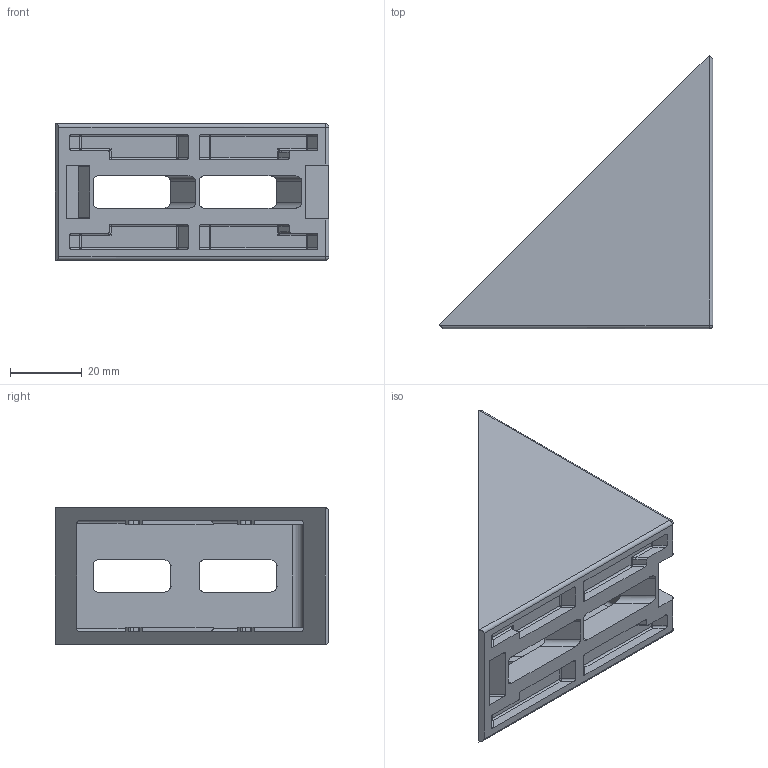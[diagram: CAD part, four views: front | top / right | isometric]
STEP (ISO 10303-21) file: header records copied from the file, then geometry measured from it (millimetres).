
FILE_DESCRIPTION (( 'STEP AP214' ), '1' );
FILE_NAME ('093w802r.STEP', '2014-08-20T13:36:37', ( '' ), ( '' ), 'SwSTEP 2.0', 'SolidWorks 2014', '' );
FILE_SCHEMA (( 'AUTOMOTIVE_DESIGN' ));
Length unit declared in the file: millimetre
Products named in the file (1): 093w802r
Bounding box: 76 x 76 x 38 mm (x, y, z)
Volume: 40493.6 mm3; surface area: 22620 mm2
Topology: 1 solids, 1 shells, 325 faces, 812 edges, 470 vertices
Faces by surface type: cylinder 141, plane 126, sphere 42, bspline 14, torus 2
Entity records: 9458 total; most frequent: CARTESIAN_POINT 2128, ORIENTED_EDGE 1564, DIRECTION 1492, EDGE_CURVE 782, AXIS2_PLACEMENT_3D 506, VECTOR 480, LINE 480, VERTEX_POINT 470
